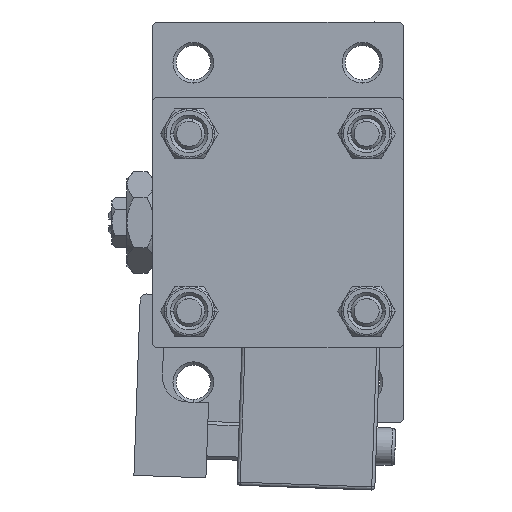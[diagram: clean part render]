
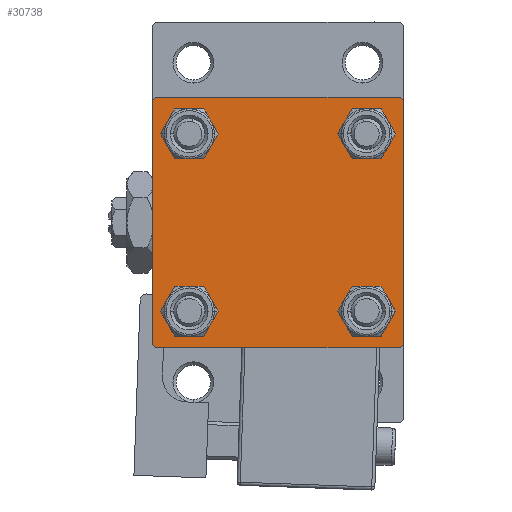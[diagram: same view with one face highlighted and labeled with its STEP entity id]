
A CAD part, left-side view. The second image highlights one B-rep face of the part: STEP entity #30738.
In plain terms, the highlighted planar face has unit normal (-1, 0, 0).
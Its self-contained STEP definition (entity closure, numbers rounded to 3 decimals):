
#370 = CARTESIAN_POINT ( 'NONE',  ( 0., -14.15, -14.15 ) ) ;
#1313 = VECTOR ( 'NONE', #20406, 1000. ) ;
#2217 = AXIS2_PLACEMENT_3D ( 'NONE', #45933, #42250, #6914 ) ;
#2276 = CARTESIAN_POINT ( 'NONE',  ( 0., 14.15, -14.15 ) ) ;
#2922 = ORIENTED_EDGE ( 'NONE', *, *, #33943, .T. ) ;
#3074 = CARTESIAN_POINT ( 'NONE',  ( 0., 14.15, -14.15 ) ) ;
#3093 = CARTESIAN_POINT ( 'NONE',  ( 0., 20., 20. ) ) ;
#3555 = DIRECTION ( 'NONE',  ( 1., 0., 0. ) ) ;
#4120 = CARTESIAN_POINT ( 'NONE',  ( 0., -19.75, -19.75 ) ) ;
#5301 = DIRECTION ( 'NONE',  ( 0., 0., 1. ) ) ;
#6141 = LINE ( 'NONE', #22852, #15359 ) ;
#6381 = EDGE_CURVE ( 'NONE', #39743, #10333, #10191, .T. ) ;
#6870 = DIRECTION ( 'NONE',  ( 0., 0., -1. ) ) ;
#6914 = DIRECTION ( 'NONE',  ( 0., 0., 1. ) ) ;
#7308 = AXIS2_PLACEMENT_3D ( 'NONE', #23500, #24011, #51502 ) ;
#7647 = VECTOR ( 'NONE', #6870, 1000. ) ;
#7694 = VERTEX_POINT ( 'NONE', #48081 ) ;
#8289 = DIRECTION ( 'NONE',  ( -1., 0., 0. ) ) ;
#8790 = CARTESIAN_POINT ( 'NONE',  ( 0., 0., 0. ) ) ;
#9536 = CIRCLE ( 'NONE', #14529, 3. ) ;
#9595 = DIRECTION ( 'NONE',  ( 0., 0., 1. ) ) ;
#10191 = LINE ( 'NONE', #26665, #10585 ) ;
#10333 = VERTEX_POINT ( 'NONE', #22440 ) ;
#10585 = VECTOR ( 'NONE', #42114, 1000. ) ;
#10646 = DIRECTION ( 'NONE',  ( 0., 0., 1. ) ) ;
#11066 = CIRCLE ( 'NONE', #39496, 3. ) ;
#11092 = VERTEX_POINT ( 'NONE', #21920 ) ;
#11512 = ORIENTED_EDGE ( 'NONE', *, *, #18764, .T. ) ;
#11863 = ORIENTED_EDGE ( 'NONE', *, *, #19164, .T. ) ;
#12132 = CIRCLE ( 'NONE', #42246, 3. ) ;
#12171 = AXIS2_PLACEMENT_3D ( 'NONE', #3074, #16418, #51519 ) ;
#12223 = VERTEX_POINT ( 'NONE', #14279 ) ;
#12353 = CARTESIAN_POINT ( 'NONE',  ( 0., -14.15, -14.15 ) ) ;
#12660 = VECTOR ( 'NONE', #45160, 1000. ) ;
#13015 = CARTESIAN_POINT ( 'NONE',  ( 0., 19.5, 20. ) ) ;
#13969 = CIRCLE ( 'NONE', #7308, 3. ) ;
#14156 = CARTESIAN_POINT ( 'NONE',  ( 0., 20., -19.5 ) ) ;
#14279 = CARTESIAN_POINT ( 'NONE',  ( 0., 14.15, 17.15 ) ) ;
#14529 = AXIS2_PLACEMENT_3D ( 'NONE', #2276, #30768, #9595 ) ;
#14823 = VERTEX_POINT ( 'NONE', #32182 ) ;
#15359 = VECTOR ( 'NONE', #42245, 1000. ) ;
#15874 = CARTESIAN_POINT ( 'NONE',  ( 0., -14.15, 11.15 ) ) ;
#15981 = CARTESIAN_POINT ( 'NONE',  ( 0., 19.75, -19.75 ) ) ;
#16418 = DIRECTION ( 'NONE',  ( 1., 0., 0. ) ) ;
#16664 = VERTEX_POINT ( 'NONE', #40035 ) ;
#18113 = EDGE_CURVE ( 'NONE', #40399, #16664, #46392, .T. ) ;
#18729 = ORIENTED_EDGE ( 'NONE', *, *, #39304, .F. ) ;
#18764 = EDGE_CURVE ( 'NONE', #48968, #48112, #12132, .T. ) ;
#19164 = EDGE_CURVE ( 'NONE', #23595, #47814, #29804, .T. ) ;
#19672 = VERTEX_POINT ( 'NONE', #14156 ) ;
#20188 = DIRECTION ( 'NONE',  ( 1., 0., 0. ) ) ;
#20406 = DIRECTION ( 'NONE',  ( 0., -0.707, -0.707 ) ) ;
#20408 = CARTESIAN_POINT ( 'NONE',  ( 0., 14.15, -11.15 ) ) ;
#20468 = DIRECTION ( 'NONE',  ( 1., 0., 0. ) ) ;
#20519 = EDGE_CURVE ( 'NONE', #40754, #7694, #21264, .T. ) ;
#20804 = FACE_OUTER_BOUND ( 'NONE', #49504, .T. ) ;
#20979 = ORIENTED_EDGE ( 'NONE', *, *, #22305, .T. ) ;
#21264 = CIRCLE ( 'NONE', #34661, 3. ) ;
#21405 = EDGE_LOOP ( 'NONE', ( #34389, #11512 ) ) ;
#21723 = EDGE_CURVE ( 'NONE', #39385, #11092, #32236, .T. ) ;
#21789 = CARTESIAN_POINT ( 'NONE',  ( 0., 20., -20. ) ) ;
#21920 = CARTESIAN_POINT ( 'NONE',  ( 0., 14.15, -17.15 ) ) ;
#22143 = VECTOR ( 'NONE', #34355, 1000. ) ;
#22305 = EDGE_CURVE ( 'NONE', #19672, #40399, #51588, .T. ) ;
#22311 = ORIENTED_EDGE ( 'NONE', *, *, #50011, .T. ) ;
#22428 = ORIENTED_EDGE ( 'NONE', *, *, #23194, .T. ) ;
#22440 = CARTESIAN_POINT ( 'NONE',  ( 0., 20., 19.5 ) ) ;
#22562 = VERTEX_POINT ( 'NONE', #37422 ) ;
#22804 = ORIENTED_EDGE ( 'NONE', *, *, #21723, .T. ) ;
#22852 = CARTESIAN_POINT ( 'NONE',  ( 0., 20., 20. ) ) ;
#23194 = EDGE_CURVE ( 'NONE', #7694, #40754, #48144, .T. ) ;
#23500 = CARTESIAN_POINT ( 'NONE',  ( 0., 14.15, 14.15 ) ) ;
#23595 = VERTEX_POINT ( 'NONE', #43175 ) ;
#23987 = LINE ( 'NONE', #3093, #43551 ) ;
#24011 = DIRECTION ( 'NONE',  ( 1., 0., 0. ) ) ;
#26665 = CARTESIAN_POINT ( 'NONE',  ( 0., 19.75, 19.75 ) ) ;
#27114 = CARTESIAN_POINT ( 'NONE',  ( 0., -14.15, 14.15 ) ) ;
#27276 = LINE ( 'NONE', #43246, #7647 ) ;
#27540 = ORIENTED_EDGE ( 'NONE', *, *, #20519, .T. ) ;
#27877 = ORIENTED_EDGE ( 'NONE', *, *, #6381, .T. ) ;
#27900 = FACE_BOUND ( 'NONE', #44485, .T. ) ;
#29197 = LINE ( 'NONE', #4120, #12660 ) ;
#29432 = ORIENTED_EDGE ( 'NONE', *, *, #33804, .T. ) ;
#29804 = LINE ( 'NONE', #41322, #40497 ) ;
#30738 = ADVANCED_FACE ( 'NONE', ( #48040, #47543, #27900, #43628, #20804 ), #44635, .T. ) ;
#30768 = DIRECTION ( 'NONE',  ( 1., 0., 0. ) ) ;
#30988 = CARTESIAN_POINT ( 'NONE',  ( 0., -19.5, 20. ) ) ;
#31380 = CARTESIAN_POINT ( 'NONE',  ( 0., -14.15, -11.15 ) ) ;
#32182 = CARTESIAN_POINT ( 'NONE',  ( 0., -20., -19.5 ) ) ;
#32236 = CIRCLE ( 'NONE', #12171, 3. ) ;
#32862 = EDGE_CURVE ( 'NONE', #48112, #48968, #41001, .T. ) ;
#33289 = EDGE_LOOP ( 'NONE', ( #22428, #27540 ) ) ;
#33804 = EDGE_CURVE ( 'NONE', #10333, #19672, #23987, .T. ) ;
#33943 = EDGE_CURVE ( 'NONE', #16664, #14823, #29197, .T. ) ;
#34355 = DIRECTION ( 'NONE',  ( 0., -1., 0. ) ) ;
#34365 = EDGE_CURVE ( 'NONE', #23595, #14823, #27276, .T. ) ;
#34389 = ORIENTED_EDGE ( 'NONE', *, *, #32862, .T. ) ;
#34447 = DIRECTION ( 'NONE',  ( 1., 0., 0. ) ) ;
#34661 = AXIS2_PLACEMENT_3D ( 'NONE', #27114, #34447, #10646 ) ;
#36176 = EDGE_CURVE ( 'NONE', #12223, #22562, #11066, .T. ) ;
#37422 = CARTESIAN_POINT ( 'NONE',  ( 0., 14.15, 11.15 ) ) ;
#39304 = EDGE_CURVE ( 'NONE', #39743, #47814, #6141, .T. ) ;
#39385 = VERTEX_POINT ( 'NONE', #20408 ) ;
#39414 = CARTESIAN_POINT ( 'NONE',  ( 0., 14.15, 14.15 ) ) ;
#39496 = AXIS2_PLACEMENT_3D ( 'NONE', #39414, #3555, #51427 ) ;
#39743 = VERTEX_POINT ( 'NONE', #13015 ) ;
#40035 = CARTESIAN_POINT ( 'NONE',  ( 0., -19.5, -20. ) ) ;
#40330 = CARTESIAN_POINT ( 'NONE',  ( 0., 19.5, -20. ) ) ;
#40399 = VERTEX_POINT ( 'NONE', #40330 ) ;
#40497 = VECTOR ( 'NONE', #49689, 1000. ) ;
#40721 = DIRECTION ( 'NONE',  ( 0., 0., 1. ) ) ;
#40754 = VERTEX_POINT ( 'NONE', #15874 ) ;
#41001 = CIRCLE ( 'NONE', #47682, 3. ) ;
#41322 = CARTESIAN_POINT ( 'NONE',  ( 0., -19.75, 19.75 ) ) ;
#42114 = DIRECTION ( 'NONE',  ( 0., 0.707, -0.707 ) ) ;
#42245 = DIRECTION ( 'NONE',  ( 0., -1., 0. ) ) ;
#42246 = AXIS2_PLACEMENT_3D ( 'NONE', #12353, #20188, #47943 ) ;
#42250 = DIRECTION ( 'NONE',  ( 1., 0., 0. ) ) ;
#42925 = EDGE_CURVE ( 'NONE', #11092, #39385, #9536, .T. ) ;
#42978 = CARTESIAN_POINT ( 'NONE',  ( 0., -14.15, -17.15 ) ) ;
#43175 = CARTESIAN_POINT ( 'NONE',  ( 0., -20., 19.5 ) ) ;
#43246 = CARTESIAN_POINT ( 'NONE',  ( 0., -20., 20. ) ) ;
#43551 = VECTOR ( 'NONE', #51473, 1000. ) ;
#43628 = FACE_BOUND ( 'NONE', #50613, .T. ) ;
#44485 = EDGE_LOOP ( 'NONE', ( #22804, #50387 ) ) ;
#44635 = PLANE ( 'NONE',  #48422 ) ;
#45160 = DIRECTION ( 'NONE',  ( 0., -0.707, 0.707 ) ) ;
#45235 = ORIENTED_EDGE ( 'NONE', *, *, #18113, .T. ) ;
#45933 = CARTESIAN_POINT ( 'NONE',  ( 0., -14.15, 14.15 ) ) ;
#46392 = LINE ( 'NONE', #21789, #22143 ) ;
#47543 = FACE_BOUND ( 'NONE', #21405, .T. ) ;
#47682 = AXIS2_PLACEMENT_3D ( 'NONE', #370, #20468, #5301 ) ;
#47814 = VERTEX_POINT ( 'NONE', #30988 ) ;
#47943 = DIRECTION ( 'NONE',  ( 0., 0., 1. ) ) ;
#48040 = FACE_BOUND ( 'NONE', #33289, .T. ) ;
#48081 = CARTESIAN_POINT ( 'NONE',  ( 0., -14.15, 17.15 ) ) ;
#48112 = VERTEX_POINT ( 'NONE', #31380 ) ;
#48144 = CIRCLE ( 'NONE', #2217, 3. ) ;
#48377 = ORIENTED_EDGE ( 'NONE', *, *, #36176, .T. ) ;
#48422 = AXIS2_PLACEMENT_3D ( 'NONE', #8790, #8289, #40721 ) ;
#48701 = ORIENTED_EDGE ( 'NONE', *, *, #34365, .F. ) ;
#48968 = VERTEX_POINT ( 'NONE', #42978 ) ;
#49504 = EDGE_LOOP ( 'NONE', ( #29432, #20979, #45235, #2922, #48701, #11863, #18729, #27877 ) ) ;
#49689 = DIRECTION ( 'NONE',  ( 0., 0.707, 0.707 ) ) ;
#50011 = EDGE_CURVE ( 'NONE', #22562, #12223, #13969, .T. ) ;
#50387 = ORIENTED_EDGE ( 'NONE', *, *, #42925, .T. ) ;
#50613 = EDGE_LOOP ( 'NONE', ( #48377, #22311 ) ) ;
#51427 = DIRECTION ( 'NONE',  ( 0., 0., 1. ) ) ;
#51473 = DIRECTION ( 'NONE',  ( 0., 0., -1. ) ) ;
#51502 = DIRECTION ( 'NONE',  ( 0., 0., 1. ) ) ;
#51519 = DIRECTION ( 'NONE',  ( 0., 0., 1. ) ) ;
#51588 = LINE ( 'NONE', #15981, #1313 ) ;
